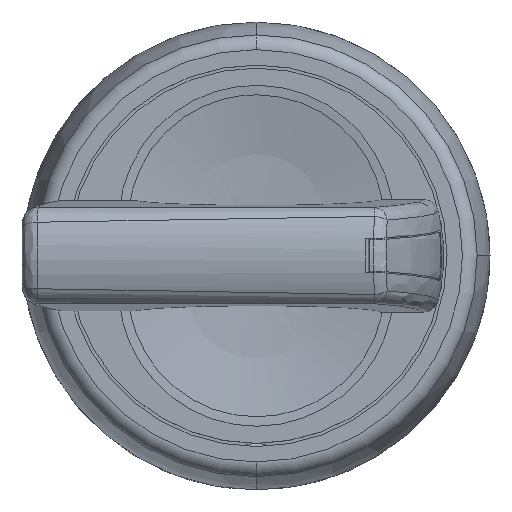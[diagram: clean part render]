
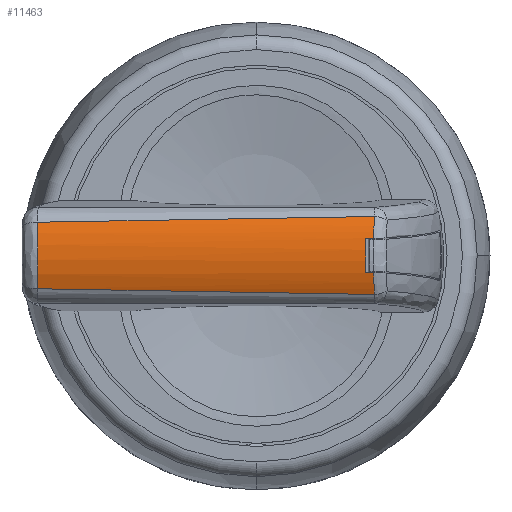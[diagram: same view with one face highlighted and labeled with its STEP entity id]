
A CAD part, top view. The second image highlights one B-rep face of the part: STEP entity #11463.
In plain terms, the highlighted cylindrical face has radius 6 mm (diameter 12 mm), a partial arc.
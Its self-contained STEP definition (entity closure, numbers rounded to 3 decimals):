
#7789 = EDGE_CURVE( '', #8281, #15533, #21752, .T. );
#8081 = EDGE_CURVE( '', #16627, #14083, #22078, .T. );
#8281 = VERTEX_POINT( '', #22295 );
#8589 = EDGE_CURVE( '', #20449, #9925, #22632, .T. );
#9549 = EDGE_CURVE( '', #20449, #13059, #23674, .T. );
#9925 = VERTEX_POINT( '', #24092 );
#11463 = ADVANCED_FACE( 'Solide.5 (  de JELE 14839 : issu de *SOL6 - wsp *MASTER -  ) ( Brep de *SOL6 )', ( #25781 ), #25782, .T. );
#13059 = VERTEX_POINT( '', #27542 );
#13069 = EDGE_CURVE( '', #8281, #14083, #27553, .T. );
#14083 = VERTEX_POINT( '', #28660 );
#14935 = EDGE_CURVE( '', #17287, #9925, #29600, .T. );
#15533 = VERTEX_POINT( '', #30257 );
#16627 = VERTEX_POINT( '', #31446 );
#17287 = VERTEX_POINT( '', #32153 );
#18905 = EDGE_CURVE( '', #15533, #17287, #33915, .T. );
#19455 = EDGE_CURVE( '', #16627, #13059, #34514, .T. );
#20449 = VERTEX_POINT( '', #35607 );
#21752 = CIRCLE( '', #37957, 6. );
#22078 = B_SPLINE_CURVE_WITH_KNOTS( '', 3, ( #38609, #38610, #38611, #38612 ), .UNSPECIFIED., .F., .F., ( 4, 4 ), ( 0., 1.463 ), .UNSPECIFIED. );
#22295 = CARTESIAN_POINT( '', ( 7., 1.102, 44.298 ) );
#22632 = B_SPLINE_CURVE_WITH_KNOTS( '', 5, ( #39731, #39732, #39733, #39734, #39735, #39736 ), .UNSPECIFIED., .F., .F., ( 6, 6 ), ( 0., 21.542 ), .UNSPECIFIED. );
#23674 = B_SPLINE_CURVE_WITH_KNOTS( '', 4, ( #42047, #42048, #42049, #42050, #42051 ), .UNSPECIFIED., .F., .F., ( 5, 5 ), ( 0., 4.351 ), .UNSPECIFIED. );
#24092 = CARTESIAN_POINT( '', ( 7.565, -2.492, 43.858 ) );
#25781 = FACE_OUTER_BOUND( '', #46403, .T. );
#25782 = CYLINDRICAL_SURFACE( '', #46404, 6. );
#27542 = CARTESIAN_POINT( '', ( -13.973, 2.128, 44.01 ) );
#27553 = LINE( '', #50426, #50427 );
#28660 = CARTESIAN_POINT( '', ( 7.505, 1.102, 44.298 ) );
#29600 = B_SPLINE_CURVE_WITH_KNOTS( '', 3, ( #55032, #55033, #55034, #55035 ), .UNSPECIFIED., .F., .F., ( 4, 4 ), ( 0., 1.463 ), .UNSPECIFIED. );
#30257 = CARTESIAN_POINT( '', ( 7., -1.102, 44.298 ) );
#31446 = CARTESIAN_POINT( '', ( 7.565, 2.492, 43.858 ) );
#32153 = CARTESIAN_POINT( '', ( 7.505, -1.102, 44.298 ) );
#33915 = LINE( '', #64492, #64493 );
#34514 = B_SPLINE_CURVE_WITH_KNOTS( '', 5, ( #65831, #65832, #65833, #65834, #65835, #65836 ), .UNSPECIFIED., .F., .F., ( 6, 6 ), ( 0., 21.542 ), .UNSPECIFIED. );
#35607 = CARTESIAN_POINT( '', ( -13.973, -2.128, 44.01 ) );
#37957 = AXIS2_PLACEMENT_3D( '', #70105, #70106, #70107 );
#38609 = CARTESIAN_POINT( '', ( 7.565, 2.492, 43.858 ) );
#38610 = CARTESIAN_POINT( '', ( 7.536, 2.049, 44.06 ) );
#38611 = CARTESIAN_POINT( '', ( 7.517, 1.581, 44.208 ) );
#38612 = CARTESIAN_POINT( '', ( 7.505, 1.102, 44.298 ) );
#39731 = CARTESIAN_POINT( '', ( -13.973, -2.128, 44.01 ) );
#39732 = CARTESIAN_POINT( '', ( -9.665, -2.147, 44.003 ) );
#39733 = CARTESIAN_POINT( '', ( -5.357, -2.265, 43.959 ) );
#39734 = CARTESIAN_POINT( '', ( -1.052, -2.395, 43.903 ) );
#39735 = CARTESIAN_POINT( '', ( 3.256, -2.483, 43.862 ) );
#39736 = CARTESIAN_POINT( '', ( 7.565, -2.492, 43.858 ) );
#42047 = CARTESIAN_POINT( '', ( -13.973, -2.128, 44.01 ) );
#42048 = CARTESIAN_POINT( '', ( -13.986, -1.111, 44.396 ) );
#42049 = CARTESIAN_POINT( '', ( -13.987, 0., 44.536 ) );
#42050 = CARTESIAN_POINT( '', ( -13.986, 1.111, 44.396 ) );
#42051 = CARTESIAN_POINT( '', ( -13.973, 2.128, 44.01 ) );
#46403 = EDGE_LOOP( '', ( #74430, #74431, #74432, #74433, #74434, #74435, #74436, #74437 ) );
#46404 = AXIS2_PLACEMENT_3D( '', #74438, #74439, #74440 );
#50426 = CARTESIAN_POINT( '', ( 0., 1.102, 44.298 ) );
#50427 = VECTOR( '', #76342, 1. );
#55032 = CARTESIAN_POINT( '', ( 7.505, -1.102, 44.298 ) );
#55033 = CARTESIAN_POINT( '', ( 7.517, -1.581, 44.208 ) );
#55034 = CARTESIAN_POINT( '', ( 7.536, -2.049, 44.06 ) );
#55035 = CARTESIAN_POINT( '', ( 7.565, -2.492, 43.858 ) );
#64492 = CARTESIAN_POINT( '', ( 0., -1.102, 44.298 ) );
#64493 = VECTOR( '', #82647, 1. );
#65831 = CARTESIAN_POINT( '', ( 7.565, 2.492, 43.858 ) );
#65832 = CARTESIAN_POINT( '', ( 3.256, 2.483, 43.862 ) );
#65833 = CARTESIAN_POINT( '', ( -1.052, 2.395, 43.903 ) );
#65834 = CARTESIAN_POINT( '', ( -5.357, 2.265, 43.959 ) );
#65835 = CARTESIAN_POINT( '', ( -9.665, 2.147, 44.003 ) );
#65836 = CARTESIAN_POINT( '', ( -13.973, 2.128, 44.01 ) );
#70105 = CARTESIAN_POINT( '', ( 7., 0., 38.4 ) );
#70106 = DIRECTION( '', ( 1., 0., 0. ) );
#70107 = DIRECTION( '', ( 0., 0.508, 0.862 ) );
#74430 = ORIENTED_EDGE( '', *, *, #8081, .F. );
#74431 = ORIENTED_EDGE( '', *, *, #19455, .T. );
#74432 = ORIENTED_EDGE( '', *, *, #9549, .F. );
#74433 = ORIENTED_EDGE( '', *, *, #8589, .T. );
#74434 = ORIENTED_EDGE( '', *, *, #14935, .F. );
#74435 = ORIENTED_EDGE( '', *, *, #18905, .F. );
#74436 = ORIENTED_EDGE( '', *, *, #7789, .F. );
#74437 = ORIENTED_EDGE( '', *, *, #13069, .T. );
#74438 = CARTESIAN_POINT( '', ( -20., 0., 38.4 ) );
#74439 = DIRECTION( '', ( -1., 0., 0. ) );
#74440 = DIRECTION( '', ( 0., 0.508, 0.862 ) );
#76342 = DIRECTION( '', ( 1., 0., 0. ) );
#82647 = DIRECTION( '', ( 1., 0., 0. ) );
